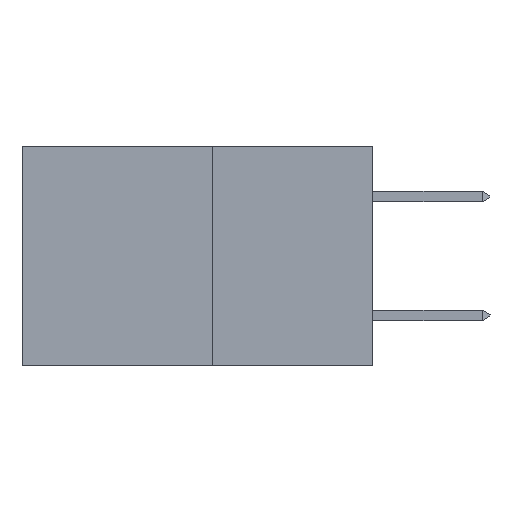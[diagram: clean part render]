
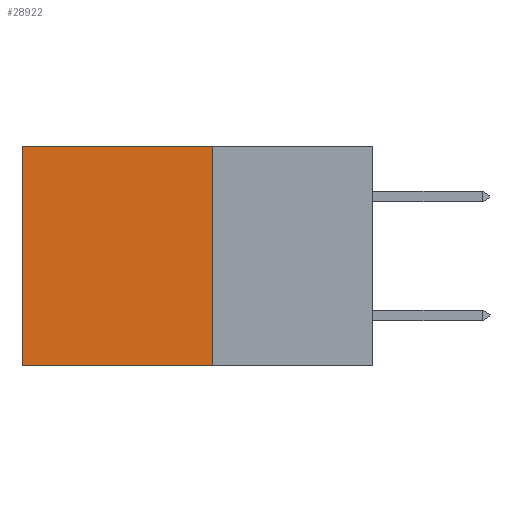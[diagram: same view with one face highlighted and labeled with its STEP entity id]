
A CAD part, left-side view. The second image highlights one B-rep face of the part: STEP entity #28922.
In plain terms, the highlighted planar face has unit normal (-1, 0, 0).
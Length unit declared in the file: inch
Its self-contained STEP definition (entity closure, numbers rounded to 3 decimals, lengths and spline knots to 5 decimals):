
#106 = VERTEX_POINT ( 'NONE', #3815 ) ;
#269 = DIRECTION ( 'NONE',  ( 0., 0., -1. ) ) ;
#492 = VECTOR ( 'NONE', #25126, 39.37008 ) ;
#540 = CARTESIAN_POINT ( 'NONE',  ( 0.277, 0.27, -0.37 ) ) ;
#1251 = ORIENTED_EDGE ( 'NONE', *, *, #23406, .F. ) ;
#1869 = AXIS2_PLACEMENT_3D ( 'NONE', #23145, #14051, #269 ) ;
#2497 = EDGE_LOOP ( 'NONE', ( #3652, #22242, #1251, #13585 ) ) ;
#2953 = FACE_OUTER_BOUND ( 'NONE', #2497, .T. ) ;
#3652 = ORIENTED_EDGE ( 'NONE', *, *, #17006, .T. ) ;
#3815 = CARTESIAN_POINT ( 'NONE',  ( 0.277, 0.59, 0. ) ) ;
#3941 = CARTESIAN_POINT ( 'NONE',  ( 0.277, 0.27, -0.37 ) ) ;
#4865 = LINE ( 'NONE', #3941, #22461 ) ;
#5128 = DIRECTION ( 'NONE',  ( 0., 0., -1. ) ) ;
#5396 = CARTESIAN_POINT ( 'NONE',  ( 0.277, 0.27, 0. ) ) ;
#7005 = VECTOR ( 'NONE', #5128, 39.37008 ) ;
#7178 = CARTESIAN_POINT ( 'NONE',  ( 0.277, 0.27, -0.37 ) ) ;
#8204 = CARTESIAN_POINT ( 'NONE',  ( 0.277, 0.59, -0.37 ) ) ;
#9101 = CARTESIAN_POINT ( 'NONE',  ( 0.277, 0.27, 0. ) ) ;
#11654 = VECTOR ( 'NONE', #21944, 39.37008 ) ;
#13585 = ORIENTED_EDGE ( 'NONE', *, *, #28821, .T. ) ;
#13966 = VERTEX_POINT ( 'NONE', #7178 ) ;
#14051 = DIRECTION ( 'NONE',  ( 1., 0., 0. ) ) ;
#15695 = EDGE_CURVE ( 'NONE', #13966, #28154, #4865, .T. ) ;
#16250 = PLANE ( 'NONE',  #1869 ) ;
#17006 = EDGE_CURVE ( 'NONE', #106, #28154, #17732, .T. ) ;
#17362 = LINE ( 'NONE', #9101, #492 ) ;
#17732 = LINE ( 'NONE', #8204, #11654 ) ;
#21944 = DIRECTION ( 'NONE',  ( 0., 0., -1. ) ) ;
#22242 = ORIENTED_EDGE ( 'NONE', *, *, #15695, .F. ) ;
#22461 = VECTOR ( 'NONE', #29077, 39.37008 ) ;
#22978 = CARTESIAN_POINT ( 'NONE',  ( 0.277, 0.59, -0.37 ) ) ;
#23145 = CARTESIAN_POINT ( 'NONE',  ( 0.277, 0.27, -0.37 ) ) ;
#23406 = EDGE_CURVE ( 'NONE', #24634, #13966, #25303, .T. ) ;
#24634 = VERTEX_POINT ( 'NONE', #5396 ) ;
#25126 = DIRECTION ( 'NONE',  ( 0., 1., 0. ) ) ;
#25303 = LINE ( 'NONE', #540, #7005 ) ;
#28154 = VERTEX_POINT ( 'NONE', #22978 ) ;
#28821 = EDGE_CURVE ( 'NONE', #24634, #106, #17362, .T. ) ;
#28922 = ADVANCED_FACE ( 'NONE', ( #2953 ), #16250, .F. ) ;
#29077 = DIRECTION ( 'NONE',  ( 0., 1., 0. ) ) ;
